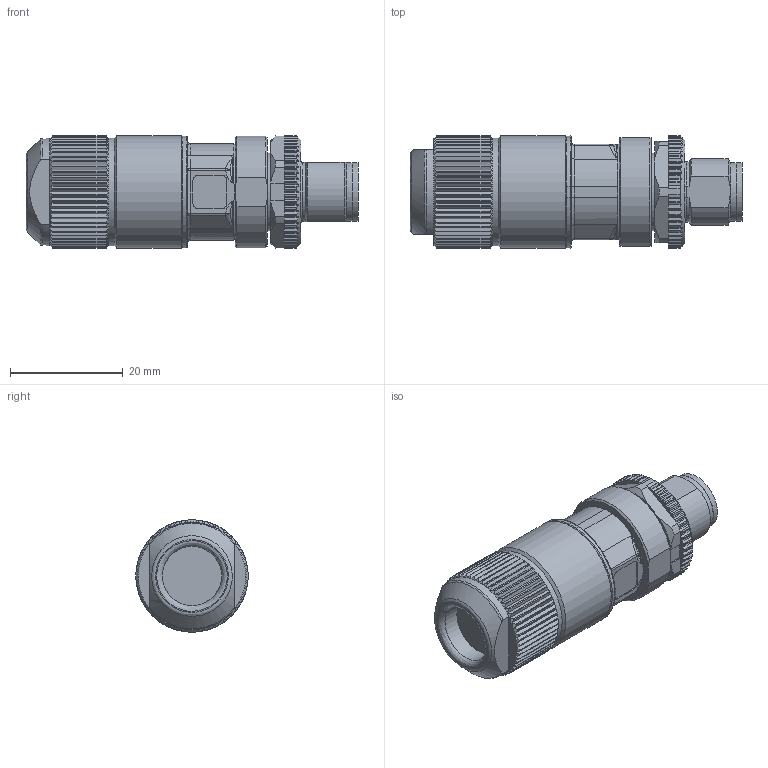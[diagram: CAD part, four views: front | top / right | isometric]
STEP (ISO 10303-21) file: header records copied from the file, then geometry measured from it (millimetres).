
FILE_DESCRIPTION (( 'STEP AP214' ), '1' );
FILE_NAME ('M12FT8XMS.STEP', '2018-01-23T15:31:36', ( '' ), ( '' ), 'SwSTEP 2.0', 'SolidWorks 2014', '' );
FILE_SCHEMA (( 'AUTOMOTIVE_DESIGN' ));
Length unit declared in the file: millimetre
Products named in the file (1): M12FT8XMS
Bounding box: 58.85 x 19.9 x 19.9 mm (x, y, z)
Surface area: 5124.5 mm2 (no closed solid volume)
Topology: 0 solids, 6 shells, 841 faces, 2128 edges, 1298 vertices
Faces by surface type: plane 371, cylinder 254, cone 140, bspline 76
Full cylindrical faces by diameter (mm): 0.6 x8, 1.15 x8, 8.4 x1, 10.4 x1, 10.45 x1, 10.5 x1, 13.8 x1, 19 x1, 19.9 x1
Entity records: 36347 total; most frequent: CARTESIAN_POINT 8507, ORIENTED_EDGE 4072, DIRECTION 3549, EDGE_CURVE 2041, AXIS2_PLACEMENT_3D 1348, VERTEX_POINT 1274, EDGE_LOOP 908, FACE_OUTER_BOUND 874
